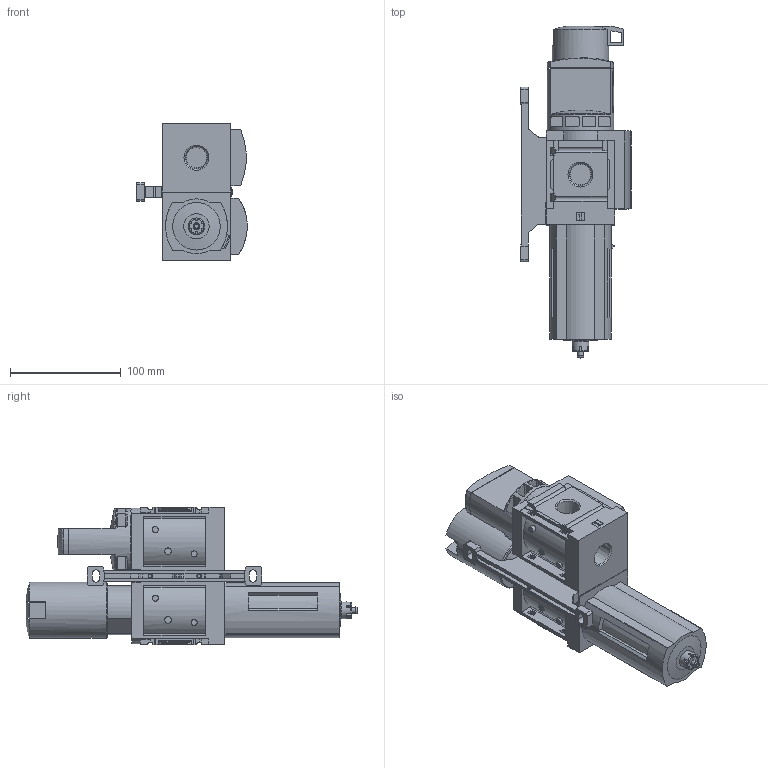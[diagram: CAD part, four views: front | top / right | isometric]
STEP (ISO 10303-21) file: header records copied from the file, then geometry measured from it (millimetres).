
FILE_DESCRIPTION(/* description */ ('STEP AP214'),/* implementation_level */ '2;1');
FILE_NAME(/* name */ '543577_MSB6N-1_2_C3J1-WP',/* time_stamp */ '2024-09-11T18:43:24+02:00',/* author */ ('License CC BY-ND 4.0'),/* organization */ ('CADENAS'),/* preprocessor_version */ 'ST-DEVELOPER v19.3',/* originating_system */ 'PARTsolutions',/* authorisation */ ' ');
FILE_SCHEMA (('AUTOMOTIVE_DESIGN {1 0 10303 214 3 1 1}'));
Length unit declared in the file: millimetre
Products named in the file (6): 543577 MSB6N-1/2:C3J1-WP; 541301 MS6N-EM1-1/21d; 527667 MS6N-LFR-1/2-D7-E-R-M-AS 1D; KOND MS6-1-1; 8134994 MS6-MV-B---(0_p); 532195 MS6-WP---(w)
Assembly tree (5 placements, depth 2):
  543577 MSB6N-1/2:C3J1-WP
    541301 MS6N-EM1-1/21d
    527667 MS6N-LFR-1/2-D7-E-R-M-AS 1D
    KOND MS6-1-1
    8134994 MS6-MV-B---(0_p)
    532195 MS6-WP---(w)
Bounding box: 100.1 x 300.3 x 124 mm (x, y, z)
Volume: 1189261.8 mm3; surface area: 149778.8 mm2
Topology: 5 solids, 5 shells, 749 faces, 2054 edges, 1355 vertices
Faces by surface type: plane 526, cylinder 178, cone 25, torus 16, sphere 4
Full cylindrical faces by diameter (mm): 3.242 x2, 3.4 x2, 3.8 x1, 4 x2, 4.6 x2, 5 x1, 5.5 x4, 7.6 x2, 7.8 x2, 10 x1, 15 x1, 51 x1, 60 x1
Entity records: 28027 total; most frequent: CARTESIAN_POINT 4504, ORIENTED_EDGE 3984, DIRECTION 3869, EDGE_CURVE 1992, LINE 1437, VECTOR 1437, VERTEX_POINT 1340, AXIS2_PLACEMENT_3D 1216
